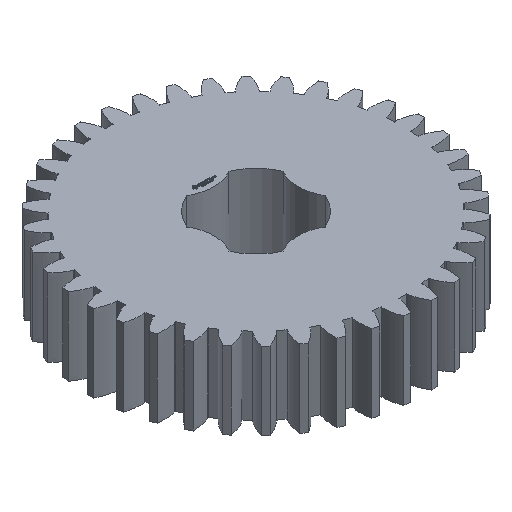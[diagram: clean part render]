
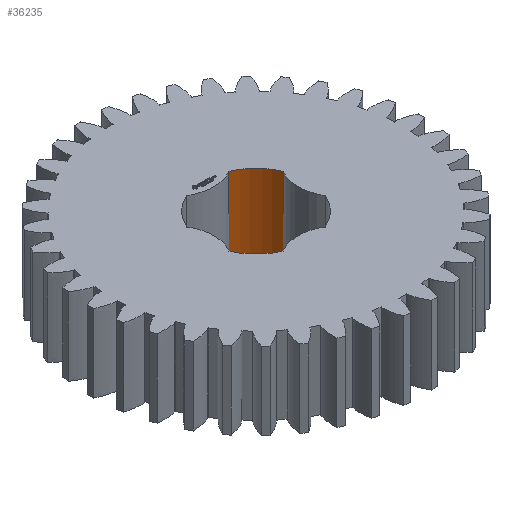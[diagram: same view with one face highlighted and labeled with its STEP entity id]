
A CAD part, isometric view. The second image highlights one B-rep face of the part: STEP entity #36235.
In plain terms, the highlighted cylindrical face has radius 6.35 mm (diameter 12.7 mm), a partial arc.
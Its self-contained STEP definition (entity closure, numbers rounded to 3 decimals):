
#93 = PLANE('',#94);
#94 = AXIS2_PLACEMENT_3D('',#95,#96,#97);
#95 = CARTESIAN_POINT('',(0.,0.,9.375));
#96 = DIRECTION('',(0.,0.,1.));
#97 = DIRECTION('',(1.,0.,0.));
#168 = PLANE('',#169);
#169 = AXIS2_PLACEMENT_3D('',#170,#171,#172);
#170 = CARTESIAN_POINT('',(0.,0.,0.));
#171 = DIRECTION('',(0.,0.,1.));
#172 = DIRECTION('',(1.,0.,0.));
#11030 = VERTEX_POINT('',#11031);
#11031 = CARTESIAN_POINT('',(2.55,5.816,0.));
#11046 = CYLINDRICAL_SURFACE('',#11047,4.9);
#11047 = AXIS2_PLACEMENT_3D('',#11048,#11049,#11050);
#11048 = CARTESIAN_POINT('',(0.,10.,0.));
#11049 = DIRECTION('',(0.,-0.,-1.));
#11050 = DIRECTION('',(0.707,0.707,0.));
#11058 = EDGE_CURVE('',#11059,#11030,#11061,.T.);
#11059 = VERTEX_POINT('',#11060);
#11060 = CARTESIAN_POINT('',(5.816,2.55,0.));
#11061 = SURFACE_CURVE('',#11062,(#11067,#11074),.PCURVE_S1.);
#11062 = CIRCLE('',#11063,6.35);
#11063 = AXIS2_PLACEMENT_3D('',#11064,#11065,#11066);
#11064 = CARTESIAN_POINT('',(0.,0.,0.));
#11065 = DIRECTION('',(0.,-0.,1.));
#11066 = DIRECTION('',(0.707,0.707,0.));
#11067 = PCURVE('',#168,#11068);
#11068 = DEFINITIONAL_REPRESENTATION('',(#11069),#11073);
#11069 = CIRCLE('',#11070,6.35);
#11070 = AXIS2_PLACEMENT_2D('',#11071,#11072);
#11071 = CARTESIAN_POINT('',(0.,0.));
#11072 = DIRECTION('',(0.707,0.707));
#11073 = ( GEOMETRIC_REPRESENTATION_CONTEXT(2) 
PARAMETRIC_REPRESENTATION_CONTEXT() REPRESENTATION_CONTEXT('2D SPACE',''
  ) );
#11074 = PCURVE('',#11075,#11080);
#11075 = CYLINDRICAL_SURFACE('',#11076,6.35);
#11076 = AXIS2_PLACEMENT_3D('',#11077,#11078,#11079);
#11077 = CARTESIAN_POINT('',(0.,0.,0.));
#11078 = DIRECTION('',(0.,-0.,-1.));
#11079 = DIRECTION('',(0.707,0.707,0.));
#11080 = DEFINITIONAL_REPRESENTATION('',(#11081),#11085);
#11081 = LINE('',#11082,#11083);
#11082 = CARTESIAN_POINT('',(-0.,0.));
#11083 = VECTOR('',#11084,1.);
#11084 = DIRECTION('',(-1.,0.));
#11085 = ( GEOMETRIC_REPRESENTATION_CONTEXT(2) 
PARAMETRIC_REPRESENTATION_CONTEXT() REPRESENTATION_CONTEXT('2D SPACE',''
  ) );
#11104 = CYLINDRICAL_SURFACE('',#11105,4.9);
#11105 = AXIS2_PLACEMENT_3D('',#11106,#11107,#11108);
#11106 = CARTESIAN_POINT('',(10.,0.,0.));
#11107 = DIRECTION('',(0.,-0.,-1.));
#11108 = DIRECTION('',(0.707,0.707,0.));
#18954 = VERTEX_POINT('',#18955);
#18955 = CARTESIAN_POINT('',(2.55,5.816,9.375));
#18977 = EDGE_CURVE('',#18978,#18954,#18980,.T.);
#18978 = VERTEX_POINT('',#18979);
#18979 = CARTESIAN_POINT('',(5.816,2.55,9.375));
#18980 = SURFACE_CURVE('',#18981,(#18986,#18993),.PCURVE_S1.);
#18981 = CIRCLE('',#18982,6.35);
#18982 = AXIS2_PLACEMENT_3D('',#18983,#18984,#18985);
#18983 = CARTESIAN_POINT('',(0.,0.,9.375
    ));
#18984 = DIRECTION('',(0.,-0.,1.));
#18985 = DIRECTION('',(0.707,0.707,0.));
#18986 = PCURVE('',#93,#18987);
#18987 = DEFINITIONAL_REPRESENTATION('',(#18988),#18992);
#18988 = CIRCLE('',#18989,6.35);
#18989 = AXIS2_PLACEMENT_2D('',#18990,#18991);
#18990 = CARTESIAN_POINT('',(0.,0.));
#18991 = DIRECTION('',(0.707,0.707));
#18992 = ( GEOMETRIC_REPRESENTATION_CONTEXT(2) 
PARAMETRIC_REPRESENTATION_CONTEXT() REPRESENTATION_CONTEXT('2D SPACE',''
  ) );
#18993 = PCURVE('',#11075,#18994);
#18994 = DEFINITIONAL_REPRESENTATION('',(#18995),#18999);
#18995 = LINE('',#18996,#18997);
#18996 = CARTESIAN_POINT('',(-0.,-9.375));
#18997 = VECTOR('',#18998,1.);
#18998 = DIRECTION('',(-1.,0.));
#18999 = ( GEOMETRIC_REPRESENTATION_CONTEXT(2) 
PARAMETRIC_REPRESENTATION_CONTEXT() REPRESENTATION_CONTEXT('2D SPACE',''
  ) );
#36212 = EDGE_CURVE('',#11059,#18978,#36213,.T.);
#36213 = SURFACE_CURVE('',#36214,(#36218,#36225),.PCURVE_S1.);
#36214 = LINE('',#36215,#36216);
#36215 = CARTESIAN_POINT('',(5.816,2.55,0.));
#36216 = VECTOR('',#36217,1.);
#36217 = DIRECTION('',(0.,0.,1.));
#36218 = PCURVE('',#11104,#36219);
#36219 = DEFINITIONAL_REPRESENTATION('',(#36220),#36224);
#36220 = LINE('',#36221,#36222);
#36221 = CARTESIAN_POINT('',(-1.809,0.));
#36222 = VECTOR('',#36223,1.);
#36223 = DIRECTION('',(-0.,-1.));
#36224 = ( GEOMETRIC_REPRESENTATION_CONTEXT(2) 
PARAMETRIC_REPRESENTATION_CONTEXT() REPRESENTATION_CONTEXT('2D SPACE',''
  ) );
#36225 = PCURVE('',#11075,#36226);
#36226 = DEFINITIONAL_REPRESENTATION('',(#36227),#36231);
#36227 = LINE('',#36228,#36229);
#36228 = CARTESIAN_POINT('',(-5.911,0.));
#36229 = VECTOR('',#36230,1.);
#36230 = DIRECTION('',(-0.,-1.));
#36231 = ( GEOMETRIC_REPRESENTATION_CONTEXT(2) 
PARAMETRIC_REPRESENTATION_CONTEXT() REPRESENTATION_CONTEXT('2D SPACE',''
  ) );
#36235 = ADVANCED_FACE('',(#36236),#11075,.F.);
#36236 = FACE_BOUND('',#36237,.T.);
#36237 = EDGE_LOOP('',(#36238,#36239,#36240,#36261));
#36238 = ORIENTED_EDGE('',*,*,#36212,.T.);
#36239 = ORIENTED_EDGE('',*,*,#18977,.T.);
#36240 = ORIENTED_EDGE('',*,*,#36241,.F.);
#36241 = EDGE_CURVE('',#11030,#18954,#36242,.T.);
#36242 = SURFACE_CURVE('',#36243,(#36247,#36254),.PCURVE_S1.);
#36243 = LINE('',#36244,#36245);
#36244 = CARTESIAN_POINT('',(2.55,5.816,0.));
#36245 = VECTOR('',#36246,1.);
#36246 = DIRECTION('',(0.,0.,1.));
#36247 = PCURVE('',#11075,#36248);
#36248 = DEFINITIONAL_REPRESENTATION('',(#36249),#36253);
#36249 = LINE('',#36250,#36251);
#36250 = CARTESIAN_POINT('',(-6.655,0.));
#36251 = VECTOR('',#36252,1.);
#36252 = DIRECTION('',(-0.,-1.));
#36253 = ( GEOMETRIC_REPRESENTATION_CONTEXT(2) 
PARAMETRIC_REPRESENTATION_CONTEXT() REPRESENTATION_CONTEXT('2D SPACE',''
  ) );
#36254 = PCURVE('',#11046,#36255);
#36255 = DEFINITIONAL_REPRESENTATION('',(#36256),#36260);
#36256 = LINE('',#36257,#36258);
#36257 = CARTESIAN_POINT('',(-4.474,0.));
#36258 = VECTOR('',#36259,1.);
#36259 = DIRECTION('',(-0.,-1.));
#36260 = ( GEOMETRIC_REPRESENTATION_CONTEXT(2) 
PARAMETRIC_REPRESENTATION_CONTEXT() REPRESENTATION_CONTEXT('2D SPACE',''
  ) );
#36261 = ORIENTED_EDGE('',*,*,#11058,.F.);
